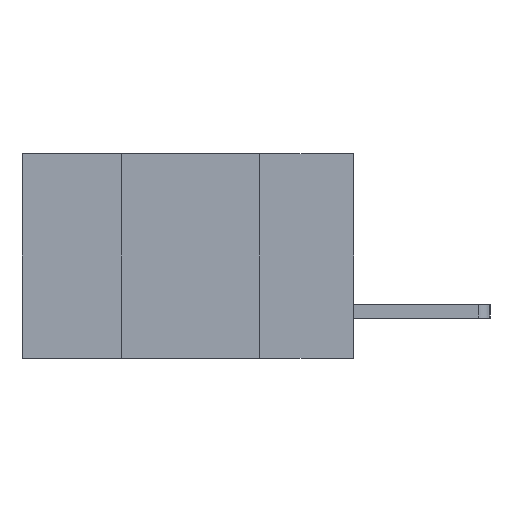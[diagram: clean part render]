
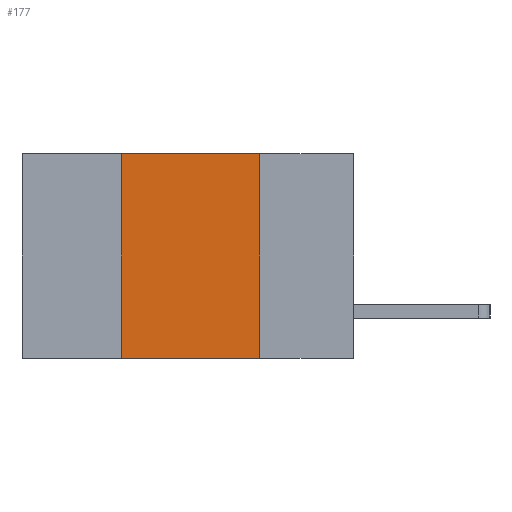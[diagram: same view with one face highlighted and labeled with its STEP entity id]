
A CAD part, left-side view. The second image highlights one B-rep face of the part: STEP entity #177.
In plain terms, the highlighted planar face has unit normal (-1, 0, 0).
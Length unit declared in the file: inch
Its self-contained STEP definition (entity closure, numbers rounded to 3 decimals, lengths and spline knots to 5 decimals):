
#177 = ADVANCED_FACE ( 'NONE', ( #11169 ), #5285, .F. ) ;
#352 = LINE ( 'NONE', #5546, #1138 ) ;
#536 = VERTEX_POINT ( 'NONE', #8414 ) ;
#539 = EDGE_CURVE ( 'NONE', #3762, #1951, #10184, .T. ) ;
#800 = CARTESIAN_POINT ( 'NONE',  ( 0., 0.6, 0. ) ) ;
#940 = ORIENTED_EDGE ( 'NONE', *, *, #5183, .T. ) ;
#1138 = VECTOR ( 'NONE', #4692, 39.37008 ) ;
#1607 = DIRECTION ( 'NONE',  ( 1., 0., 0. ) ) ;
#1951 = VERTEX_POINT ( 'NONE', #5594 ) ;
#2294 = DIRECTION ( 'NONE',  ( 0., 0., 1. ) ) ;
#3268 = VECTOR ( 'NONE', #7437, 39.37008 ) ;
#3551 = DIRECTION ( 'NONE',  ( 0., 0., -1. ) ) ;
#3654 = CARTESIAN_POINT ( 'NONE',  ( 0., 0.42, -0.37 ) ) ;
#3762 = VERTEX_POINT ( 'NONE', #3654 ) ;
#3908 = EDGE_CURVE ( 'NONE', #536, #10331, #5835, .T. ) ;
#4048 = ORIENTED_EDGE ( 'NONE', *, *, #539, .F. ) ;
#4282 = CARTESIAN_POINT ( 'NONE',  ( 0., 0.17, 0. ) ) ;
#4398 = CARTESIAN_POINT ( 'NONE',  ( 0., 0.17, -0.37 ) ) ;
#4692 = DIRECTION ( 'NONE',  ( 0., -1., 0. ) ) ;
#5183 = EDGE_CURVE ( 'NONE', #3762, #10331, #352, .T. ) ;
#5285 = PLANE ( 'NONE',  #10001 ) ;
#5546 = CARTESIAN_POINT ( 'NONE',  ( 0., 0.6, -0.37 ) ) ;
#5594 = CARTESIAN_POINT ( 'NONE',  ( 0., 0.42, 0. ) ) ;
#5702 = ORIENTED_EDGE ( 'NONE', *, *, #3908, .F. ) ;
#5835 = LINE ( 'NONE', #4282, #7539 ) ;
#6517 = LINE ( 'NONE', #6577, #3268 ) ;
#6577 = CARTESIAN_POINT ( 'NONE',  ( 0., 0.6, 0. ) ) ;
#6686 = ORIENTED_EDGE ( 'NONE', *, *, #9900, .F. ) ;
#7437 = DIRECTION ( 'NONE',  ( 0., -1., 0. ) ) ;
#7539 = VECTOR ( 'NONE', #11090, 39.37008 ) ;
#7825 = EDGE_LOOP ( 'NONE', ( #5702, #6686, #4048, #940 ) ) ;
#8414 = CARTESIAN_POINT ( 'NONE',  ( 0., 0.17, 0. ) ) ;
#9160 = CARTESIAN_POINT ( 'NONE',  ( 0., 0.42, 0. ) ) ;
#9900 = EDGE_CURVE ( 'NONE', #1951, #536, #6517, .T. ) ;
#10001 = AXIS2_PLACEMENT_3D ( 'NONE', #800, #1607, #3551 ) ;
#10184 = LINE ( 'NONE', #9160, #10505 ) ;
#10331 = VERTEX_POINT ( 'NONE', #4398 ) ;
#10505 = VECTOR ( 'NONE', #2294, 39.37008 ) ;
#11090 = DIRECTION ( 'NONE',  ( 0., 0., -1. ) ) ;
#11169 = FACE_OUTER_BOUND ( 'NONE', #7825, .T. ) ;
